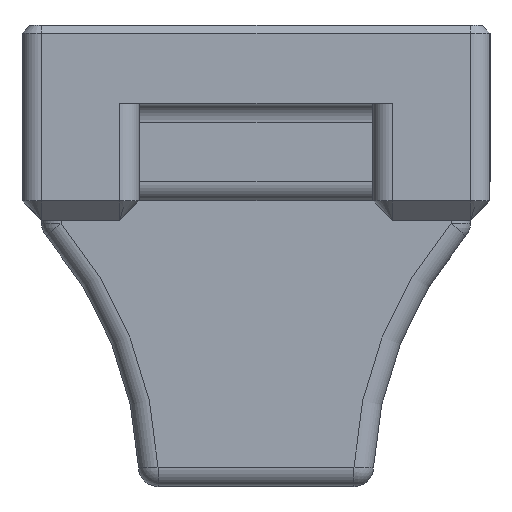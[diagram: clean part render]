
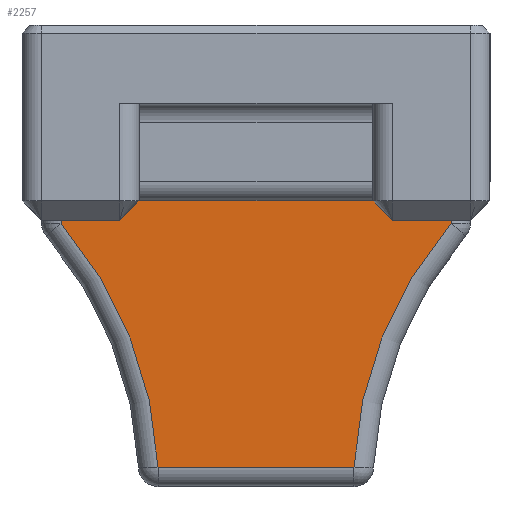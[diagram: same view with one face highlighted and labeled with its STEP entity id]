
A CAD part, left-side view. The second image highlights one B-rep face of the part: STEP entity #2257.
In plain terms, the highlighted planar face has unit normal (-1, 0, 0).
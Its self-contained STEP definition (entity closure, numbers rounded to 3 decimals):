
#58=PLANE('',#2475);
#196=FACE_OUTER_BOUND('',#352,.T.);
#352=EDGE_LOOP('',(#1674,#1675,#1676,#1677,#1678,#1679));
#495=LINE('',#3476,#718);
#500=LINE('',#3528,#723);
#506=LINE('',#3563,#729);
#511=LINE('',#3594,#734);
#718=VECTOR('',#2738,10.);
#723=VECTOR('',#2805,10.);
#729=VECTOR('',#2833,10.);
#734=VECTOR('',#2856,10.);
#962=CIRCLE('',#2452,20.75);
#972=CIRCLE('',#2471,20.75);
#1054=VERTEX_POINT('',#3469);
#1056=VERTEX_POINT('',#3474);
#1060=VERTEX_POINT('',#3486);
#1064=VERTEX_POINT('',#3500);
#1070=VERTEX_POINT('',#3517);
#1072=VERTEX_POINT('',#3525);
#1249=EDGE_CURVE('',#1056,#1054,#495,.T.);
#1271=EDGE_CURVE('',#1064,#1070,#962,.T.);
#1275=EDGE_CURVE('',#1070,#1072,#500,.T.);
#1288=EDGE_CURVE('',#1060,#1064,#506,.T.);
#1291=EDGE_CURVE('',#1054,#1060,#972,.T.);
#1299=EDGE_CURVE('',#1072,#1056,#511,.T.);
#1674=ORIENTED_EDGE('',*,*,#1275,.F.);
#1675=ORIENTED_EDGE('',*,*,#1271,.F.);
#1676=ORIENTED_EDGE('',*,*,#1288,.F.);
#1677=ORIENTED_EDGE('',*,*,#1291,.F.);
#1678=ORIENTED_EDGE('',*,*,#1249,.F.);
#1679=ORIENTED_EDGE('',*,*,#1299,.F.);
#2257=ADVANCED_FACE('',(#196),#58,.T.);
#2452=AXIS2_PLACEMENT_3D('',#3521,#2796,#2797);
#2471=AXIS2_PLACEMENT_3D('',#3568,#2842,#2843);
#2475=AXIS2_PLACEMENT_3D('',#3593,#2854,#2855);
#2738=DIRECTION('',(0.,0.,-1.));
#2796=DIRECTION('center_axis',(-1.,0.,0.));
#2797=DIRECTION('ref_axis',(0.,-0.935,0.356));
#2805=DIRECTION('',(0.,0.,1.));
#2833=DIRECTION('',(0.,1.,0.));
#2842=DIRECTION('center_axis',(-1.,0.,0.));
#2843=DIRECTION('ref_axis',(0.,0.935,0.356));
#2854=DIRECTION('center_axis',(-1.,0.,0.));
#2855=DIRECTION('ref_axis',(0.,0.,1.));
#2856=DIRECTION('',(0.,-1.,0.));
#3469=CARTESIAN_POINT('',(27.5,5.,-6.137));
#3474=CARTESIAN_POINT('',(27.5,5.,-5.));
#3476=CARTESIAN_POINT('',(27.5,5.,-6.323));
#3486=CARTESIAN_POINT('',(27.5,9.976,-18.646));
#3500=CARTESIAN_POINT('',(27.5,20.024,-18.646));
#3517=CARTESIAN_POINT('',(27.5,25.,-6.137));
#3521=CARTESIAN_POINT('Origin',(27.5,40.75,-19.646));
#3525=CARTESIAN_POINT('',(27.5,25.,-5.));
#3528=CARTESIAN_POINT('',(27.5,25.,-6.323));
#3563=CARTESIAN_POINT('',(27.5,15.75,-18.646));
#3568=CARTESIAN_POINT('Origin',(27.5,-10.75,-19.646));
#3593=CARTESIAN_POINT('Origin',(27.5,17.,-7.646));
#3594=CARTESIAN_POINT('',(27.5,16.,-5.));
